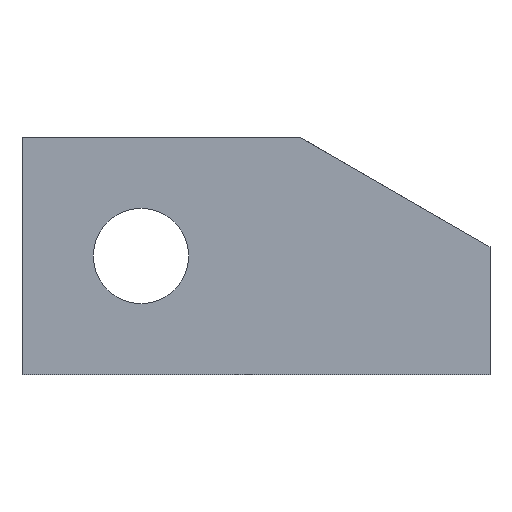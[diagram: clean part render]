
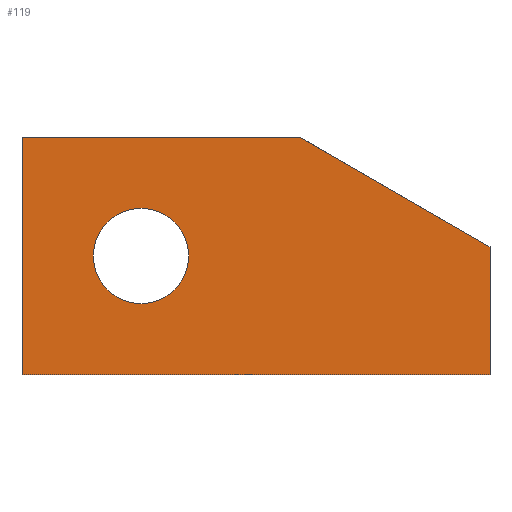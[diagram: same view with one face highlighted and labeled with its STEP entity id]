
A CAD part, front view. The second image highlights one B-rep face of the part: STEP entity #119.
In plain terms, the highlighted planar face has unit normal (0, -1, 0).
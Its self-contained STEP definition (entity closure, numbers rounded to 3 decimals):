
#119=ADVANCED_FACE('',(#240,#241),#242,.T.);
#240=FACE_BOUND('',#358,.T.);
#241=FACE_OUTER_BOUND('',#359,.T.);
#242=PLANE('',#360);
#358=EDGE_LOOP('',(#646,#647));
#359=EDGE_LOOP('',(#648,#649,#650,#651,#652));
#360=AXIS2_PLACEMENT_3D('',#653,#654,#655);
#646=ORIENTED_EDGE('',*,*,#699,.T.);
#647=ORIENTED_EDGE('',*,*,#804,.T.);
#648=ORIENTED_EDGE('',*,*,#807,.T.);
#649=ORIENTED_EDGE('',*,*,#814,.T.);
#650=ORIENTED_EDGE('',*,*,#815,.T.);
#651=ORIENTED_EDGE('',*,*,#812,.T.);
#652=ORIENTED_EDGE('',*,*,#816,.T.);
#653=CARTESIAN_POINT('',(7.612,-18.5,-0.801));
#654=DIRECTION('',(0.0,-1.0,0.0));
#655=DIRECTION('',(1.0,0.0,0.0));
#699=EDGE_CURVE('',#824,#828,#830,.T.);
#804=EDGE_CURVE('',#828,#824,#986,.T.);
#807=EDGE_CURVE('',#990,#988,#991,.T.);
#812=EDGE_CURVE('',#994,#996,#998,.T.);
#814=EDGE_CURVE('',#988,#1000,#1001,.T.);
#815=EDGE_CURVE('',#1000,#994,#1002,.T.);
#816=EDGE_CURVE('',#996,#990,#1003,.T.);
#824=VERTEX_POINT('',#1011);
#828=VERTEX_POINT('',#1016);
#830=CIRCLE('',#1019,3.0);
#986=CIRCLE('',#1235,3.0);
#988=VERTEX_POINT('',#1237);
#990=VERTEX_POINT('',#1240);
#991=LINE('',#1241,#1242);
#994=VERTEX_POINT('',#1246);
#996=VERTEX_POINT('',#1249);
#998=LINE('',#1252,#1253);
#1000=VERTEX_POINT('',#1255);
#1001=LINE('',#1256,#1257);
#1002=LINE('',#1258,#1259);
#1003=LINE('',#1260,#1261);
#1011=CARTESIAN_POINT('',(3.0,-18.5,0.0));
#1016=CARTESIAN_POINT('',(-3.0,-18.5,0.));
#1019=AXIS2_PLACEMENT_3D('',#1273,#1274,#1275);
#1235=AXIS2_PLACEMENT_3D('',#1387,#1388,#1389);
#1237=CARTESIAN_POINT('',(-7.5,-18.5,7.5));
#1240=CARTESIAN_POINT('',(10.0,-18.5,7.5));
#1241=CARTESIAN_POINT('',(10.0,-18.5,7.5));
#1242=VECTOR('',#1391,1.0);
#1246=CARTESIAN_POINT('',(22.0,-18.5,-7.5));
#1249=CARTESIAN_POINT('',(22.0,-18.5,0.572));
#1252=CARTESIAN_POINT('',(22.0,-18.5,-7.5));
#1253=VECTOR('',#1395,1.0);
#1255=CARTESIAN_POINT('',(-7.5,-18.5,-7.5));
#1256=CARTESIAN_POINT('',(-7.5,-18.5,0.0));
#1257=VECTOR('',#1396,1.0);
#1258=CARTESIAN_POINT('',(-3.75,-18.5,-7.5));
#1259=VECTOR('',#1397,1.0);
#1260=CARTESIAN_POINT('',(22.0,-18.5,0.572));
#1261=VECTOR('',#1398,1.0);
#1273=CARTESIAN_POINT('',(0.0,-18.5,0.0));
#1274=DIRECTION('',(-0.0,1.0,0.0));
#1275=DIRECTION('',(1.0,0.0,0.0));
#1387=CARTESIAN_POINT('',(0.0,-18.5,0.0));
#1388=DIRECTION('',(-0.0,1.0,0.0));
#1389=DIRECTION('',(1.0,0.0,0.0));
#1391=DIRECTION('',(-1.0,0.0,0.0));
#1395=DIRECTION('',(0.0,0.0,1.0));
#1396=DIRECTION('',(0.0,0.0,-1.0));
#1397=DIRECTION('',(1.0,0.0,0.0));
#1398=DIRECTION('',(-0.866,0.0,0.5));
